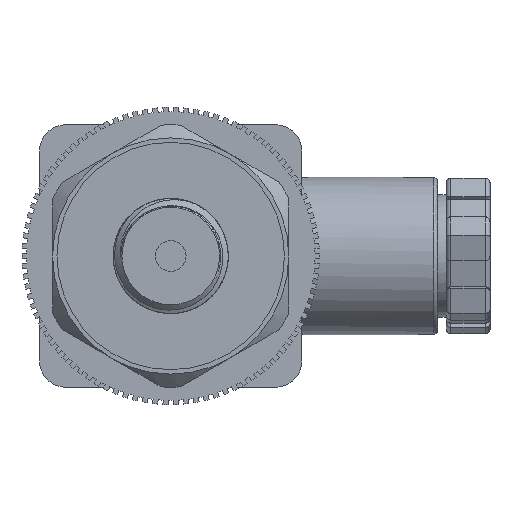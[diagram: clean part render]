
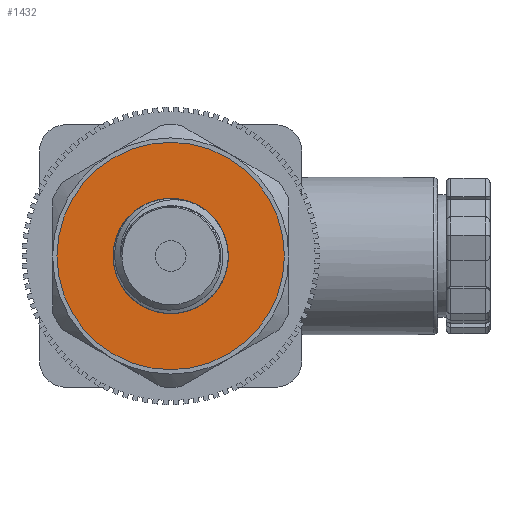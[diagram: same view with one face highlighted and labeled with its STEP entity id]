
A CAD part, front view. The second image highlights one B-rep face of the part: STEP entity #1432.
In plain terms, the highlighted planar face has unit normal (0, -1, 0).
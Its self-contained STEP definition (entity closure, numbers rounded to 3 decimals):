
#631=PLANE('',#14968);
#721=FACE_BOUND('',#3182,.T.);
#722=FACE_BOUND('',#3183,.T.);
#1432=ADVANCED_FACE('',(#721,#722),#631,.F.);
#3182=EDGE_LOOP('',(#9854));
#3183=EDGE_LOOP('',(#9855));
#9854=ORIENTED_EDGE('',*,*,#13231,.T.);
#9855=ORIENTED_EDGE('',*,*,#13230,.F.);
#11266=VERTEX_POINT('',#23995);
#11267=VERTEX_POINT('',#23998);
#13230=EDGE_CURVE('',#11266,#11266,#13742,.T.);
#13231=EDGE_CURVE('',#11267,#11267,#13743,.T.);
#13742=CIRCLE('',#14965,5.579);
#13743=CIRCLE('',#14967,13.);
#14965=AXIS2_PLACEMENT_3D('',#23994,#18801,#18802);
#14967=AXIS2_PLACEMENT_3D('',#23997,#18805,#18806);
#14968=AXIS2_PLACEMENT_3D('',#23999,#18807,#18808);
#18801=DIRECTION('',(0.,-1.,0.));
#18802=DIRECTION('',(0.,0.,1.));
#18805=DIRECTION('',(0.,-1.,0.));
#18806=DIRECTION('',(-1.,0.,0.));
#18807=DIRECTION('',(0.,1.,0.));
#18808=DIRECTION('',(1.,0.,0.));
#23994=CARTESIAN_POINT('',(17.,-60.2,-16.997));
#23995=CARTESIAN_POINT('',(17.,-60.2,-11.419));
#23997=CARTESIAN_POINT('',(17.,-60.2,-16.997));
#23998=CARTESIAN_POINT('',(4.,-60.2,-16.997));
#23999=CARTESIAN_POINT('',(17.,-60.2,-16.997));
